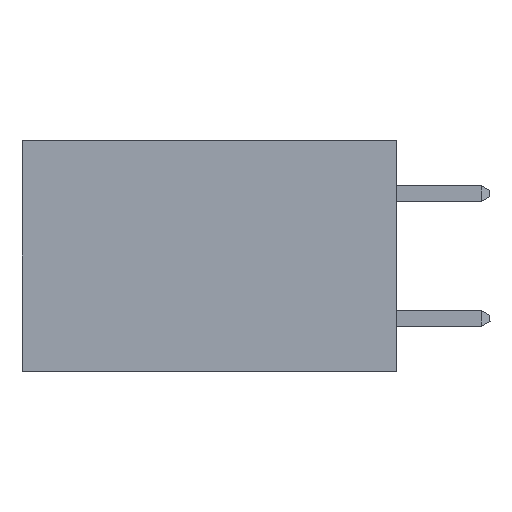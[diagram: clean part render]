
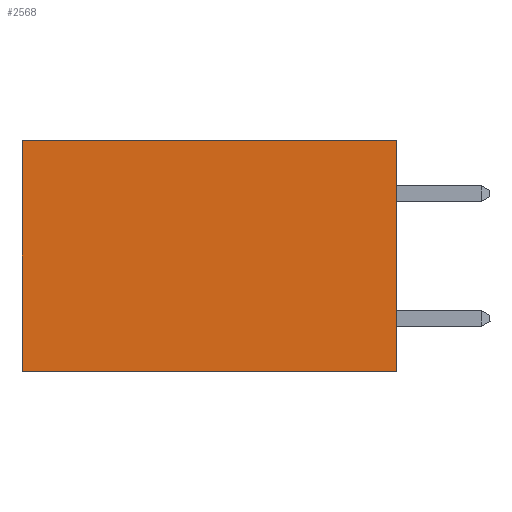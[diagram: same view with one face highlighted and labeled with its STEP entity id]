
A CAD part, left-side view. The second image highlights one B-rep face of the part: STEP entity #2568.
In plain terms, the highlighted planar face has unit normal (-1, 0, 0).
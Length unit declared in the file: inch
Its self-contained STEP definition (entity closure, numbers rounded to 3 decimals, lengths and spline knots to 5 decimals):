
#177 = CARTESIAN_POINT ( 'NONE',  ( 0.298, 0., 0. ) ) ;
#515 = VERTEX_POINT ( 'NONE', #4023 ) ;
#704 = EDGE_CURVE ( 'NONE', #5142, #6044, #10877, .T. ) ;
#1287 = VECTOR ( 'NONE', #13037, 39.37008 ) ;
#2568 = ADVANCED_FACE ( 'NONE', ( #15105 ), #16383, .F. ) ;
#4023 = CARTESIAN_POINT ( 'NONE',  ( 0.298, 0.6, 0. ) ) ;
#5142 = VERTEX_POINT ( 'NONE', #9618 ) ;
#6044 = VERTEX_POINT ( 'NONE', #7088 ) ;
#7088 = CARTESIAN_POINT ( 'NONE',  ( 0.298, 0.6, -0.37 ) ) ;
#7845 = EDGE_CURVE ( 'NONE', #515, #6044, #11058, .T. ) ;
#8300 = VERTEX_POINT ( 'NONE', #177 ) ;
#9053 = ORIENTED_EDGE ( 'NONE', *, *, #12009, .F. ) ;
#9204 = ORIENTED_EDGE ( 'NONE', *, *, #704, .F. ) ;
#9618 = CARTESIAN_POINT ( 'NONE',  ( 0.298, 0., -0.37 ) ) ;
#9680 = VECTOR ( 'NONE', #13584, 39.37008 ) ;
#9799 = DIRECTION ( 'NONE',  ( 0., 0., -1. ) ) ;
#9929 = EDGE_CURVE ( 'NONE', #8300, #515, #20289, .T. ) ;
#10874 = CARTESIAN_POINT ( 'NONE',  ( 0.298, 0., 0. ) ) ;
#10877 = LINE ( 'NONE', #24661, #21533 ) ;
#10972 = AXIS2_PLACEMENT_3D ( 'NONE', #23007, #17672, #9799 ) ;
#11058 = LINE ( 'NONE', #24185, #9680 ) ;
#12009 = EDGE_CURVE ( 'NONE', #8300, #5142, #18490, .T. ) ;
#12658 = CARTESIAN_POINT ( 'NONE',  ( 0.298, 0., 0. ) ) ;
#12964 = EDGE_LOOP ( 'NONE', ( #20529, #9204, #9053, #26985 ) ) ;
#13037 = DIRECTION ( 'NONE',  ( 0., 0., -1. ) ) ;
#13584 = DIRECTION ( 'NONE',  ( 0., 0., -1. ) ) ;
#14639 = VECTOR ( 'NONE', #19039, 39.37008 ) ;
#15105 = FACE_OUTER_BOUND ( 'NONE', #12964, .T. ) ;
#16383 = PLANE ( 'NONE',  #10972 ) ;
#17672 = DIRECTION ( 'NONE',  ( 1., 0., 0. ) ) ;
#18490 = LINE ( 'NONE', #10874, #1287 ) ;
#19039 = DIRECTION ( 'NONE',  ( 0., 1., 0. ) ) ;
#20289 = LINE ( 'NONE', #12658, #14639 ) ;
#20529 = ORIENTED_EDGE ( 'NONE', *, *, #7845, .T. ) ;
#21533 = VECTOR ( 'NONE', #22245, 39.37008 ) ;
#22245 = DIRECTION ( 'NONE',  ( 0., 1., 0. ) ) ;
#23007 = CARTESIAN_POINT ( 'NONE',  ( 0.298, 0., 0. ) ) ;
#24185 = CARTESIAN_POINT ( 'NONE',  ( 0.298, 0.6, 0. ) ) ;
#24661 = CARTESIAN_POINT ( 'NONE',  ( 0.298, 0., -0.37 ) ) ;
#26985 = ORIENTED_EDGE ( 'NONE', *, *, #9929, .T. ) ;
